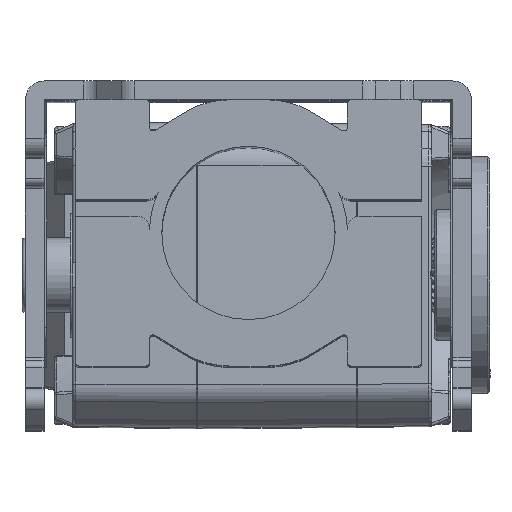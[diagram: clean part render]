
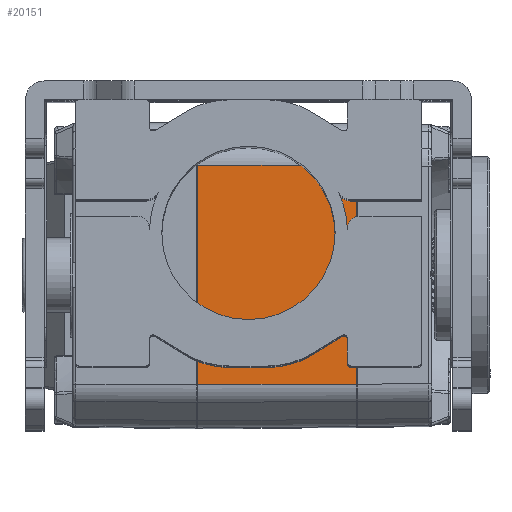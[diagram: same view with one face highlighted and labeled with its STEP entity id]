
A CAD part, top view. The second image highlights one B-rep face of the part: STEP entity #20151.
In plain terms, the highlighted planar face has unit normal (0.009, 0, 1).
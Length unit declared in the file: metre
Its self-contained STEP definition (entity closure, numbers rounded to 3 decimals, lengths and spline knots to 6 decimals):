
#1020=LINE('',#31947,#2770);
#1032=LINE('',#31983,#2782);
#1033=LINE('',#31985,#2783);
#1034=LINE('',#31987,#2784);
#2770=VECTOR('',#24947,1.);
#2782=VECTOR('',#24983,1.);
#2783=VECTOR('',#24986,1.);
#2784=VECTOR('',#24987,1.);
#4146=PLANE('',#21634);
#6287=ORIENTED_EDGE('',*,*,#11743,.F.);
#6288=ORIENTED_EDGE('',*,*,#11724,.T.);
#6289=ORIENTED_EDGE('',*,*,#11742,.F.);
#6290=ORIENTED_EDGE('',*,*,#11744,.T.);
#11724=EDGE_CURVE('',#14533,#14532,#1020,.T.);
#11742=EDGE_CURVE('',#14544,#14532,#1032,.T.);
#11743=EDGE_CURVE('',#14533,#14545,#1033,.T.);
#11744=EDGE_CURVE('',#14544,#14545,#1034,.T.);
#14532=VERTEX_POINT('',#31946);
#14533=VERTEX_POINT('',#31948);
#14544=VERTEX_POINT('',#31982);
#14545=VERTEX_POINT('',#31986);
#17184=EDGE_LOOP('',(#6287,#6288,#6289,#6290));
#18483=FACE_BOUND('',#17184,.T.);
#20151=ADVANCED_FACE('',(#18483),#4146,.T.);
#21634=AXIS2_PLACEMENT_3D('',#31984,#24984,#24985);
#24947=DIRECTION('',(0.,1.,0.));
#24983=DIRECTION('',(1.,-0.004,-0.009));
#24984=DIRECTION('',(0.009,0.,1.));
#24985=DIRECTION('',(0.,-1.,0.));
#24986=DIRECTION('',(-1.,-0.004,0.009));
#24987=DIRECTION('',(0.,-1.,0.));
#31946=CARTESIAN_POINT('',(-0.273048,0.019891,-0.006762));
#31947=CARTESIAN_POINT('',(-0.273048,0.002247,-0.006762));
#31948=CARTESIAN_POINT('',(-0.273048,0.002247,-0.006762));
#31982=CARTESIAN_POINT('',(-0.285848,0.019937,-0.00665));
#31983=CARTESIAN_POINT('',(-0.285848,0.019937,-0.00665));
#31984=CARTESIAN_POINT('',(-0.273048,0.024297,-0.006762));
#31985=CARTESIAN_POINT('',(-0.273048,0.002247,-0.006762));
#31986=CARTESIAN_POINT('',(-0.285848,0.002201,-0.00665));
#31987=CARTESIAN_POINT('',(-0.285848,0.019937,-0.00665));
